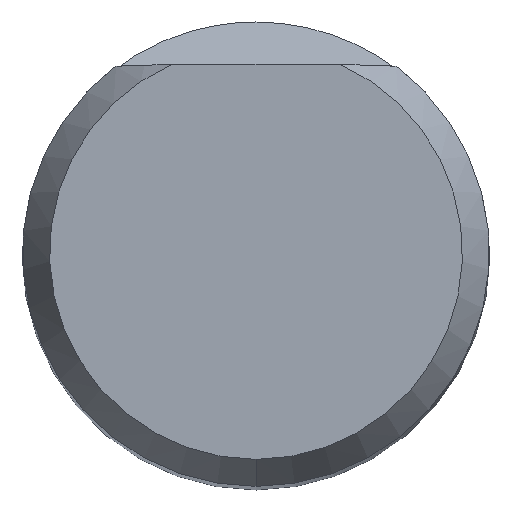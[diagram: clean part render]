
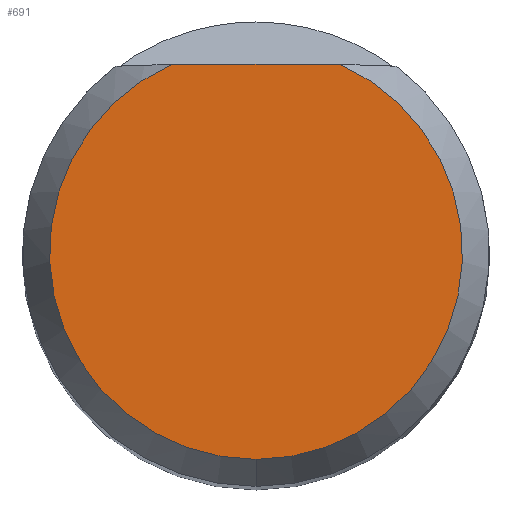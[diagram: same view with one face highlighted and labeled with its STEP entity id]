
A CAD part, top view. The second image highlights one B-rep face of the part: STEP entity #691.
In plain terms, the highlighted planar face has unit normal (0, 0, 1).
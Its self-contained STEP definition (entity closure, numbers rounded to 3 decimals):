
#531=VERTEX_POINT('',#1115);
#555=VERTEX_POINT('',#1142);
#629=EDGE_CURVE('',#531,#711,#1221,.T.);
#691=ADVANCED_FACE('',(#1288),#1289,.T.);
#711=VERTEX_POINT('',#1312);
#745=EDGE_CURVE('',#531,#555,#1347,.T.);
#757=EDGE_CURVE('',#555,#711,#1359,.T.);
#1115=CARTESIAN_POINT('',(1.447,3.229,0.0));
#1142=CARTESIAN_POINT('',(0.,-3.538,0.0));
#1221=LINE('',#4862,#4863);
#1288=FACE_OUTER_BOUND('',#5618,.T.);
#1289=PLANE('',#5619);
#1312=CARTESIAN_POINT('',(-1.447,3.229,0.0));
#1347=CIRCLE('',#5789,3.538);
#1359=CIRCLE('',#5902,3.538);
#4862=CARTESIAN_POINT('',(-2.0,3.229,0.));
#4863=VECTOR('',#7922,1.0);
#5618=EDGE_LOOP('',(#7971,#7972,#7973));
#5619=AXIS2_PLACEMENT_3D('',#7974,#7975,#7976);
#5789=AXIS2_PLACEMENT_3D('',#8024,#8025,#8026);
#5902=AXIS2_PLACEMENT_3D('',#8027,#8028,#8029);
#7922=DIRECTION('',(-1.0,0.0,0.0));
#7971=ORIENTED_EDGE('',*,*,#629,.T.);
#7972=ORIENTED_EDGE('',*,*,#757,.F.);
#7973=ORIENTED_EDGE('',*,*,#745,.F.);
#7974=CARTESIAN_POINT('',(0.0,1.769,0.0));
#7975=DIRECTION('',(-0.0,0.0,1.0));
#7976=DIRECTION('',(0.0,-1.0,0.0));
#8024=CARTESIAN_POINT('',(0.0,0.0,0.0));
#8025=DIRECTION('',(0.0,0.0,-1.0));
#8026=DIRECTION('',(0.0,1.0,0.0));
#8027=CARTESIAN_POINT('',(0.0,0.0,0.0));
#8028=DIRECTION('',(0.0,0.0,-1.0));
#8029=DIRECTION('',(0.0,1.0,0.0));
